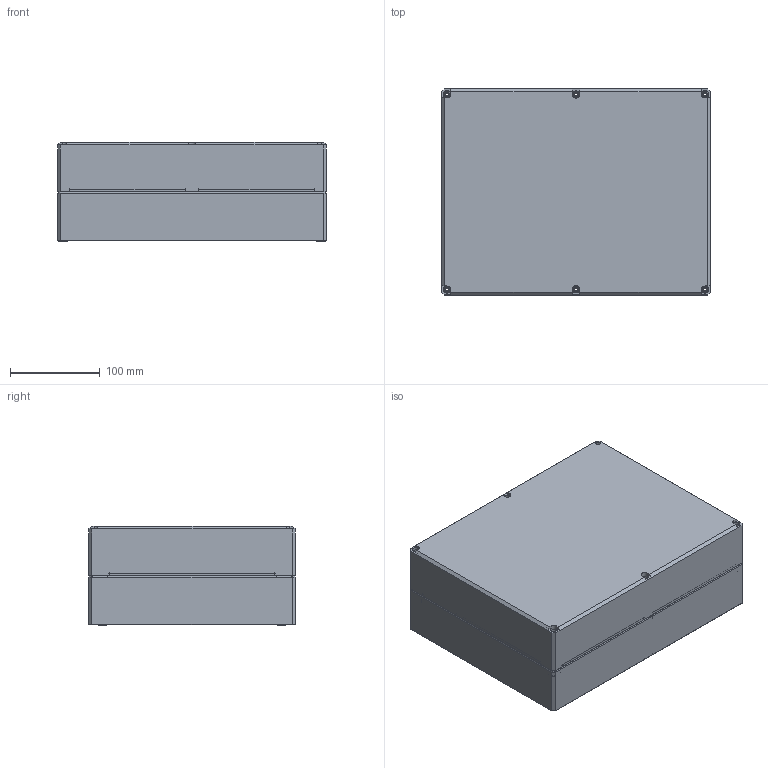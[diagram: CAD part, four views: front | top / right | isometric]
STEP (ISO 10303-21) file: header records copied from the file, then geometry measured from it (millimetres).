
FILE_DESCRIPTION((''),'2;1');
FILE_NAME('DPCP233011T_ASM','2008-12-18T',('pasi_koskela'),(''),'PRO/ENGINEER BY PARAMETRIC TECHNOLOGY CORPORATION, 2008250','PRO/ENGINEER BY PARAMETRIC TECHNOLOGY CORPORATION, 2008250','');
FILE_SCHEMA(('AUTOMOTIVE_DESIGN_CC2 { 1 2 10303 214 -1 1 5 2 }'));
Length unit declared in the file: millimetre
Products named in the file (3): DPCP233006B; DPCT233006L; DPCP233011T_ASM
Assembly tree (2 placements, depth 2):
  DPCP233011T_ASM
    DPCP233006B
    DPCT233006L
Bounding box: 300 x 230 x 111 mm (x, y, z)
Volume: 901200.7 mm3; surface area: 545146 mm2
Topology: 2 solids, 2 shells, 1152 faces, 2921 edges, 1838 vertices
Faces by surface type: plane 436, cylinder 264, cone 210, bspline 132, torus 102, sphere 8
Entity records: 53218 total; most frequent: CARTESIAN_POINT 20620, ORIENTED_EDGE 5834, DIRECTION 5201, EDGE_CURVE 2917, AXIS2_PLACEMENT_3D 1898, PRESENTATION_STYLE_ASSIGNMENT 1856, STYLED_ITEM 1856, CURVE_STYLE 1855
